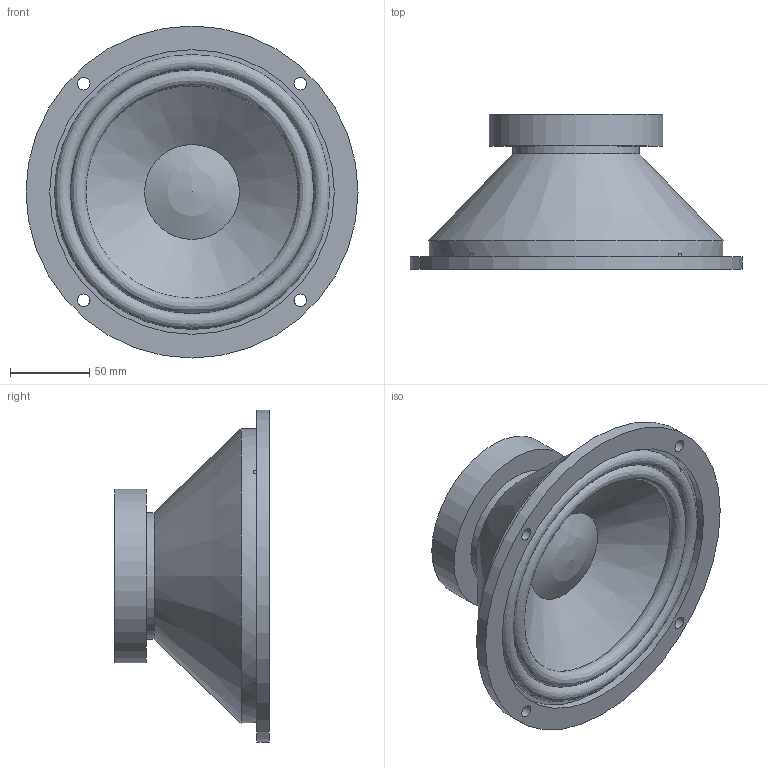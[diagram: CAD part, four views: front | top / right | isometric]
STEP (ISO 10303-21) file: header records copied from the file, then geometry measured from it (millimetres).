
FILE_DESCRIPTION(('FreeCAD Model'),'2;1');
FILE_NAME('PA_8in.step', '2020-04-03T16:47:42',('Author'),(''), 'Open CASCADE STEP processor 6.8','FreeCAD','Unknown');
FILE_SCHEMA(('AUTOMOTIVE_DESIGN_CC2 { 1 2 10303 214 -1 1 5 4 }'));
Length unit declared in the file: millimetre
Products named in the file (1): PA_8in
Bounding box: 210 x 98 x 210 mm (x, y, z)
Volume: 1233885.4 mm3; surface area: 120505.7 mm2
Topology: 1 solids, 1 shells, 23 faces, 61 edges, 39 vertices
Faces by surface type: cylinder 9, plane 9, revolution 2, cone 2, sphere 1
Full cylindrical faces by diameter (mm): 8 x4, 80 x1, 110 x1, 180 x1, 186 x1, 210 x1
Entity records: 1591 total; most frequent: CARTESIAN_POINT 363, DIRECTION 238, ORIENTED_EDGE 120, PCURVE 120, DEFINITIONAL_REPRESENTATION 120, LINE 90, VECTOR 90, AXIS2_PLACEMENT_3D 65
